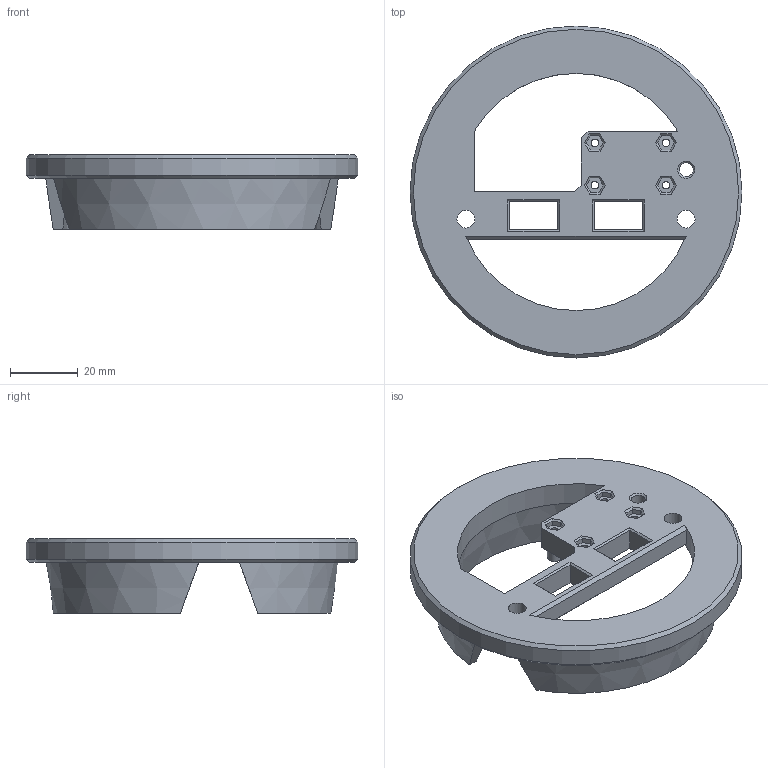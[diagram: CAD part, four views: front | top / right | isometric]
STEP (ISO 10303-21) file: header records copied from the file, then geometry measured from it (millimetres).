
FILE_DESCRIPTION(/* description */ (''),/* implementation_level */ '2;1');
FILE_NAME(/* name */ '7-FrontAttachment.step',/* time_stamp */ '2019-12-21T14:09:52-04:00',/* author */ (''),/* organization */ (''),/* preprocessor_version */ 'ST-DEVELOPER v18',/* originating_system */ 'Autodesk Translation Framework v8.12.0.6',/* authorisation */ '');
FILE_SCHEMA (('AUTOMOTIVE_DESIGN { 1 0 10303 214 3 1 1 }'));
Length unit declared in the file: millimetre
Products named in the file (1): FrontAttachment
Bounding box: 98 x 98 x 22 mm (x, y, z)
Volume: 50306 mm3; surface area: 21170.8 mm2
Topology: 1 solids, 1 shells, 114 faces, 281 edges, 179 vertices
Faces by surface type: plane 89, cylinder 14, cone 7, torus 4
Full cylindrical faces by diameter (mm): 2.2 x4, 4.1 x1, 4.2 x4, 5.3 x2, 98 x1
Entity records: 3415 total; most frequent: DIRECTION 584, CARTESIAN_POINT 575, ORIENTED_EDGE 562, EDGE_CURVE 281, LINE 208, VECTOR 208, AXIS2_PLACEMENT_3D 188, VERTEX_POINT 179
